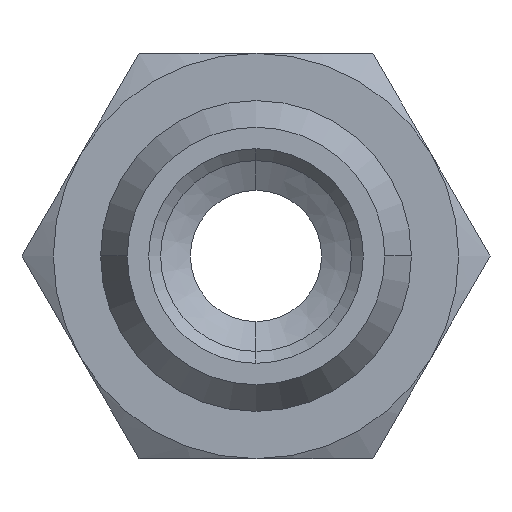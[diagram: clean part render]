
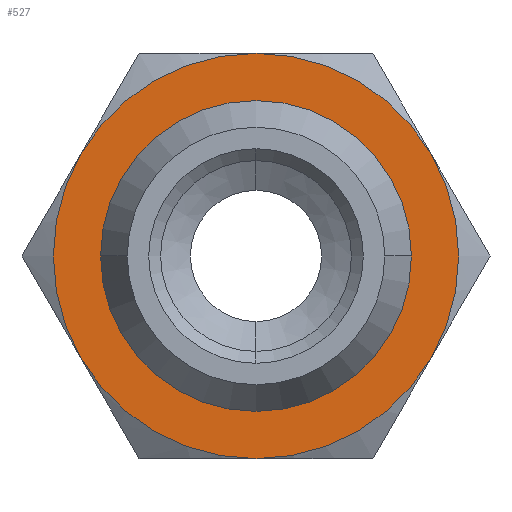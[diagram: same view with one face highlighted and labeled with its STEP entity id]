
A CAD part, front view. The second image highlights one B-rep face of the part: STEP entity #527.
In plain terms, the highlighted planar face has unit normal (0, -1, 0).
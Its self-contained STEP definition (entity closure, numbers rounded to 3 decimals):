
#3 = CARTESIAN_POINT ( 'NONE',  ( 0., 8., -6.52 ) ) ;
#21 = CIRCLE ( 'NONE', #1159, 8.5 ) ;
#36 = PLANE ( 'NONE',  #999 ) ;
#37 = CARTESIAN_POINT ( 'NONE',  ( 7.361, 8., 4.25 ) ) ;
#54 = DIRECTION ( 'NONE',  ( 0., -1., 0. ) ) ;
#64 = CARTESIAN_POINT ( 'NONE',  ( 0., 8., 0. ) ) ;
#66 = DIRECTION ( 'NONE',  ( 0., -1., 0. ) ) ;
#76 = CIRCLE ( 'NONE', #1038, 8.5 ) ;
#131 = VERTEX_POINT ( 'NONE', #962 ) ;
#151 = EDGE_CURVE ( 'NONE', #448, #227, #1228, .T. ) ;
#153 = DIRECTION ( 'NONE',  ( 0., -1., 0. ) ) ;
#173 = CARTESIAN_POINT ( 'NONE',  ( 0., 8., 6.52 ) ) ;
#181 = ORIENTED_EDGE ( 'NONE', *, *, #1216, .F. ) ;
#185 = VERTEX_POINT ( 'NONE', #874 ) ;
#209 = CIRCLE ( 'NONE', #548, 8.5 ) ;
#212 = CARTESIAN_POINT ( 'NONE',  ( 0., 8., 0. ) ) ;
#227 = VERTEX_POINT ( 'NONE', #37 ) ;
#241 = CIRCLE ( 'NONE', #768, 8.5 ) ;
#262 = CIRCLE ( 'NONE', #994, 6.52 ) ;
#300 = DIRECTION ( 'NONE',  ( -1., 0., 0. ) ) ;
#314 = AXIS2_PLACEMENT_3D ( 'NONE', #64, #153, #1098 ) ;
#334 = CARTESIAN_POINT ( 'NONE',  ( 0., 8., 0. ) ) ;
#338 = FACE_BOUND ( 'NONE', #679, .T. ) ;
#344 = EDGE_CURVE ( 'NONE', #185, #869, #209, .T. ) ;
#349 = EDGE_CURVE ( 'NONE', #131, #185, #241, .T. ) ;
#356 = ORIENTED_EDGE ( 'NONE', *, *, #749, .T. ) ;
#394 = DIRECTION ( 'NONE',  ( 0., 0., 1. ) ) ;
#396 = VERTEX_POINT ( 'NONE', #173 ) ;
#416 = VERTEX_POINT ( 'NONE', #3 ) ;
#448 = VERTEX_POINT ( 'NONE', #559 ) ;
#460 = DIRECTION ( 'NONE',  ( 0., 0., 1. ) ) ;
#473 = DIRECTION ( 'NONE',  ( 0., -1., 0. ) ) ;
#516 = DIRECTION ( 'NONE',  ( 0., 0., -1. ) ) ;
#527 = ADVANCED_FACE ( 'NONE', ( #890, #338 ), #36, .T. ) ;
#528 = DIRECTION ( 'NONE',  ( 0., 0., 1. ) ) ;
#529 = ORIENTED_EDGE ( 'NONE', *, *, #344, .T. ) ;
#547 = DIRECTION ( 'NONE',  ( 0., -1., 0. ) ) ;
#548 = AXIS2_PLACEMENT_3D ( 'NONE', #623, #547, #652 ) ;
#559 = CARTESIAN_POINT ( 'NONE',  ( 7.361, 8., -4.25 ) ) ;
#565 = CARTESIAN_POINT ( 'NONE',  ( 0., 8., 0. ) ) ;
#623 = CARTESIAN_POINT ( 'NONE',  ( 0., 8., 0. ) ) ;
#630 = CARTESIAN_POINT ( 'NONE',  ( 0., 8., 0. ) ) ;
#652 = DIRECTION ( 'NONE',  ( 0., 0., 1. ) ) ;
#665 = ORIENTED_EDGE ( 'NONE', *, *, #764, .T. ) ;
#679 = EDGE_LOOP ( 'NONE', ( #181, #1149 ) ) ;
#681 = DIRECTION ( 'NONE',  ( 0., 0., -1. ) ) ;
#706 = DIRECTION ( 'NONE',  ( 0., -1., 0. ) ) ;
#749 = EDGE_CURVE ( 'NONE', #813, #448, #76, .T. ) ;
#764 = EDGE_CURVE ( 'NONE', #869, #813, #777, .T. ) ;
#768 = AXIS2_PLACEMENT_3D ( 'NONE', #902, #54, #460 ) ;
#774 = AXIS2_PLACEMENT_3D ( 'NONE', #1058, #969, #300 ) ;
#777 = CIRCLE ( 'NONE', #314, 8.5 ) ;
#796 = CARTESIAN_POINT ( 'NONE',  ( -8.602, 8., 8.602 ) ) ;
#799 = DIRECTION ( 'NONE',  ( 0., -1., 0. ) ) ;
#800 = ORIENTED_EDGE ( 'NONE', *, *, #977, .T. ) ;
#806 = AXIS2_PLACEMENT_3D ( 'NONE', #212, #799, #1167 ) ;
#813 = VERTEX_POINT ( 'NONE', #911 ) ;
#855 = EDGE_LOOP ( 'NONE', ( #800, #976, #529, #665, #356, #1233 ) ) ;
#869 = VERTEX_POINT ( 'NONE', #900 ) ;
#870 = DIRECTION ( 'NONE',  ( 0., -1., 0. ) ) ;
#874 = CARTESIAN_POINT ( 'NONE',  ( -7.361, 8., 4.25 ) ) ;
#890 = FACE_OUTER_BOUND ( 'NONE', #855, .T. ) ;
#900 = CARTESIAN_POINT ( 'NONE',  ( -7.361, 8., -4.25 ) ) ;
#902 = CARTESIAN_POINT ( 'NONE',  ( 0., 8., 0. ) ) ;
#911 = CARTESIAN_POINT ( 'NONE',  ( 0., 8., -8.5 ) ) ;
#962 = CARTESIAN_POINT ( 'NONE',  ( 0., 8., 8.5 ) ) ;
#969 = DIRECTION ( 'NONE',  ( 0., -1., 0. ) ) ;
#976 = ORIENTED_EDGE ( 'NONE', *, *, #349, .T. ) ;
#977 = EDGE_CURVE ( 'NONE', #227, #131, #21, .T. ) ;
#994 = AXIS2_PLACEMENT_3D ( 'NONE', #334, #706, #516 ) ;
#999 = AXIS2_PLACEMENT_3D ( 'NONE', #796, #870, #681 ) ;
#1032 = CIRCLE ( 'NONE', #806, 6.52 ) ;
#1038 = AXIS2_PLACEMENT_3D ( 'NONE', #630, #66, #528 ) ;
#1058 = CARTESIAN_POINT ( 'NONE',  ( 0., 8., 0. ) ) ;
#1093 = EDGE_CURVE ( 'NONE', #396, #416, #1032, .T. ) ;
#1098 = DIRECTION ( 'NONE',  ( 0., 0., 1. ) ) ;
#1149 = ORIENTED_EDGE ( 'NONE', *, *, #1093, .F. ) ;
#1159 = AXIS2_PLACEMENT_3D ( 'NONE', #565, #473, #394 ) ;
#1167 = DIRECTION ( 'NONE',  ( 0., 0., -1. ) ) ;
#1216 = EDGE_CURVE ( 'NONE', #416, #396, #262, .T. ) ;
#1228 = CIRCLE ( 'NONE', #774, 8.5 ) ;
#1233 = ORIENTED_EDGE ( 'NONE', *, *, #151, .T. ) ;
